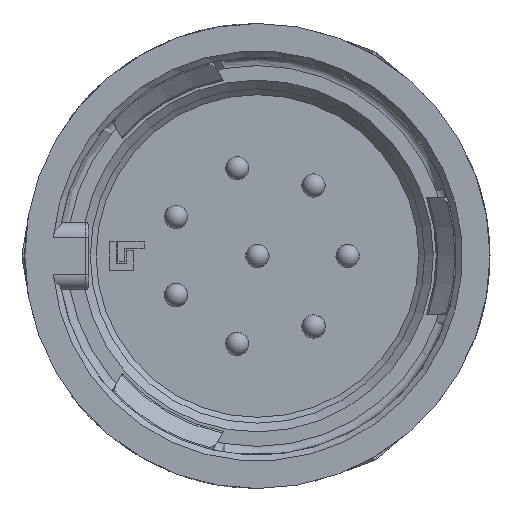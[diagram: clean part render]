
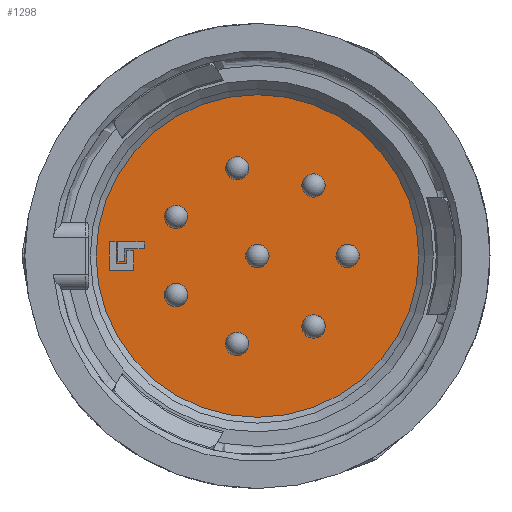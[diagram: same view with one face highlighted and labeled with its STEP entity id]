
A CAD part, left-side view. The second image highlights one B-rep face of the part: STEP entity #1298.
In plain terms, the highlighted planar face has unit normal (-1, 0, 0).
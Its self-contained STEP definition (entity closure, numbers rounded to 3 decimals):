
#161=PLANE('',#4647);
#557=LINE('',#9094,#773);
#558=LINE('',#9097,#774);
#559=LINE('',#9099,#775);
#560=LINE('',#9101,#776);
#561=LINE('',#9103,#777);
#562=LINE('',#9105,#778);
#563=LINE('',#9106,#779);
#564=LINE('',#9109,#780);
#565=LINE('',#9111,#781);
#566=LINE('',#9113,#782);
#567=LINE('',#9115,#783);
#568=LINE('',#9117,#784);
#569=LINE('',#9119,#785);
#570=LINE('',#9121,#786);
#773=VECTOR('',#5347,1.);
#774=VECTOR('',#5348,1.);
#775=VECTOR('',#5349,1.);
#776=VECTOR('',#5350,1.);
#777=VECTOR('',#5351,1.);
#778=VECTOR('',#5352,1.);
#779=VECTOR('',#5353,1.);
#780=VECTOR('',#5354,1.);
#781=VECTOR('',#5355,1.);
#782=VECTOR('',#5356,1.);
#783=VECTOR('',#5357,1.);
#784=VECTOR('',#5358,1.);
#785=VECTOR('',#5359,1.);
#786=VECTOR('',#5360,1.);
#1298=ADVANCED_FACE('',(#1612,#1613,#1614,#1615,#1616,#1617,#1618,#1619,
#1620,#1621,#1622),#161,.F.);
#1612=FACE_BOUND('',#1784,.T.);
#1613=FACE_BOUND('',#1785,.T.);
#1614=FACE_BOUND('',#1786,.T.);
#1615=FACE_BOUND('',#1787,.T.);
#1616=FACE_BOUND('',#1788,.T.);
#1617=FACE_BOUND('',#1789,.T.);
#1618=FACE_BOUND('',#1790,.T.);
#1619=FACE_BOUND('',#1791,.T.);
#1620=FACE_BOUND('',#1792,.T.);
#1621=FACE_BOUND('',#1793,.T.);
#1622=FACE_BOUND('',#1794,.T.);
#1784=EDGE_LOOP('',(#2549));
#1785=EDGE_LOOP('',(#2550));
#1786=EDGE_LOOP('',(#2551));
#1787=EDGE_LOOP('',(#2552));
#1788=EDGE_LOOP('',(#2553));
#1789=EDGE_LOOP('',(#2554));
#1790=EDGE_LOOP('',(#2555));
#1791=EDGE_LOOP('',(#2556));
#1792=EDGE_LOOP('',(#2557,#2558,#2559,#2560,#2561,#2562));
#1793=EDGE_LOOP('',(#2563,#2564,#2565,#2566,#2567,#2568,#2569,#2570));
#1794=EDGE_LOOP('',(#2571));
#2549=ORIENTED_EDGE('',*,*,#4018,.T.);
#2550=ORIENTED_EDGE('',*,*,#4019,.T.);
#2551=ORIENTED_EDGE('',*,*,#4020,.T.);
#2552=ORIENTED_EDGE('',*,*,#4021,.T.);
#2553=ORIENTED_EDGE('',*,*,#4022,.T.);
#2554=ORIENTED_EDGE('',*,*,#4023,.T.);
#2555=ORIENTED_EDGE('',*,*,#4024,.T.);
#2556=ORIENTED_EDGE('',*,*,#4025,.T.);
#2557=ORIENTED_EDGE('',*,*,#4026,.T.);
#2558=ORIENTED_EDGE('',*,*,#4027,.T.);
#2559=ORIENTED_EDGE('',*,*,#4028,.T.);
#2560=ORIENTED_EDGE('',*,*,#4029,.T.);
#2561=ORIENTED_EDGE('',*,*,#4030,.T.);
#2562=ORIENTED_EDGE('',*,*,#4031,.T.);
#2563=ORIENTED_EDGE('',*,*,#4032,.T.);
#2564=ORIENTED_EDGE('',*,*,#4033,.T.);
#2565=ORIENTED_EDGE('',*,*,#4034,.T.);
#2566=ORIENTED_EDGE('',*,*,#4035,.T.);
#2567=ORIENTED_EDGE('',*,*,#4036,.T.);
#2568=ORIENTED_EDGE('',*,*,#4037,.T.);
#2569=ORIENTED_EDGE('',*,*,#4038,.T.);
#2570=ORIENTED_EDGE('',*,*,#4039,.T.);
#2571=ORIENTED_EDGE('',*,*,#4040,.T.);
#3528=VERTEX_POINT('',#9079);
#3529=VERTEX_POINT('',#9081);
#3530=VERTEX_POINT('',#9083);
#3531=VERTEX_POINT('',#9085);
#3532=VERTEX_POINT('',#9087);
#3533=VERTEX_POINT('',#9089);
#3534=VERTEX_POINT('',#9091);
#3535=VERTEX_POINT('',#9093);
#3536=VERTEX_POINT('',#9095);
#3537=VERTEX_POINT('',#9096);
#3538=VERTEX_POINT('',#9098);
#3539=VERTEX_POINT('',#9100);
#3540=VERTEX_POINT('',#9102);
#3541=VERTEX_POINT('',#9104);
#3542=VERTEX_POINT('',#9107);
#3543=VERTEX_POINT('',#9108);
#3544=VERTEX_POINT('',#9110);
#3545=VERTEX_POINT('',#9112);
#3546=VERTEX_POINT('',#9114);
#3547=VERTEX_POINT('',#9116);
#3548=VERTEX_POINT('',#9118);
#3549=VERTEX_POINT('',#9120);
#3550=VERTEX_POINT('',#9123);
#4018=EDGE_CURVE('',#3528,#3528,#4362,.T.);
#4019=EDGE_CURVE('',#3529,#3529,#4363,.T.);
#4020=EDGE_CURVE('',#3530,#3530,#4364,.T.);
#4021=EDGE_CURVE('',#3531,#3531,#4365,.T.);
#4022=EDGE_CURVE('',#3532,#3532,#4366,.T.);
#4023=EDGE_CURVE('',#3533,#3533,#4367,.T.);
#4024=EDGE_CURVE('',#3534,#3534,#4368,.T.);
#4025=EDGE_CURVE('',#3535,#3535,#4369,.T.);
#4026=EDGE_CURVE('',#3536,#3537,#557,.T.);
#4027=EDGE_CURVE('',#3537,#3538,#558,.T.);
#4028=EDGE_CURVE('',#3538,#3539,#559,.T.);
#4029=EDGE_CURVE('',#3539,#3540,#560,.T.);
#4030=EDGE_CURVE('',#3540,#3541,#561,.T.);
#4031=EDGE_CURVE('',#3541,#3536,#562,.T.);
#4032=EDGE_CURVE('',#3542,#3543,#563,.T.);
#4033=EDGE_CURVE('',#3543,#3544,#564,.T.);
#4034=EDGE_CURVE('',#3544,#3545,#565,.T.);
#4035=EDGE_CURVE('',#3545,#3546,#566,.T.);
#4036=EDGE_CURVE('',#3546,#3547,#567,.T.);
#4037=EDGE_CURVE('',#3547,#3548,#568,.T.);
#4038=EDGE_CURVE('',#3548,#3549,#569,.T.);
#4039=EDGE_CURVE('',#3549,#3542,#570,.T.);
#4040=EDGE_CURVE('',#3550,#3550,#4370,.T.);
#4362=CIRCLE('',#4638,0.4);
#4363=CIRCLE('',#4639,0.4);
#4364=CIRCLE('',#4640,0.4);
#4365=CIRCLE('',#4641,0.4);
#4366=CIRCLE('',#4642,0.4);
#4367=CIRCLE('',#4643,0.4);
#4368=CIRCLE('',#4644,0.4);
#4369=CIRCLE('',#4645,0.4);
#4370=CIRCLE('',#4646,5.55);
#4638=AXIS2_PLACEMENT_3D('',#9078,#5331,#5332);
#4639=AXIS2_PLACEMENT_3D('',#9080,#5333,#5334);
#4640=AXIS2_PLACEMENT_3D('',#9082,#5335,#5336);
#4641=AXIS2_PLACEMENT_3D('',#9084,#5337,#5338);
#4642=AXIS2_PLACEMENT_3D('',#9086,#5339,#5340);
#4643=AXIS2_PLACEMENT_3D('',#9088,#5341,#5342);
#4644=AXIS2_PLACEMENT_3D('',#9090,#5343,#5344);
#4645=AXIS2_PLACEMENT_3D('',#9092,#5345,#5346);
#4646=AXIS2_PLACEMENT_3D('',#9122,#5361,#5362);
#4647=AXIS2_PLACEMENT_3D('',#9124,#5363,#5364);
#5331=DIRECTION('',(1.,0.,0.));
#5332=DIRECTION('',(0.,0.,-1.));
#5333=DIRECTION('',(1.,0.,0.));
#5334=DIRECTION('',(0.,0.,-1.));
#5335=DIRECTION('',(1.,0.,0.));
#5336=DIRECTION('',(0.,0.,-1.));
#5337=DIRECTION('',(1.,0.,0.));
#5338=DIRECTION('',(0.,0.,-1.));
#5339=DIRECTION('',(1.,0.,0.));
#5340=DIRECTION('',(0.,0.,-1.));
#5341=DIRECTION('',(1.,0.,0.));
#5342=DIRECTION('',(0.,0.,-1.));
#5343=DIRECTION('',(1.,0.,0.));
#5344=DIRECTION('',(0.,0.,-1.));
#5345=DIRECTION('',(1.,0.,0.));
#5346=DIRECTION('',(0.,0.,-1.));
#5347=DIRECTION('',(0.,0.,1.));
#5348=DIRECTION('',(0.,-1.,0.));
#5349=DIRECTION('',(0.,0.,-1.));
#5350=DIRECTION('',(0.,1.,0.));
#5351=DIRECTION('',(0.,0.,-1.));
#5352=DIRECTION('',(0.,1.,0.));
#5353=DIRECTION('',(0.,1.,0.));
#5354=DIRECTION('',(0.,0.,1.));
#5355=DIRECTION('',(0.,-1.,0.));
#5356=DIRECTION('',(0.,0.,-1.));
#5357=DIRECTION('',(0.,-1.,0.));
#5358=DIRECTION('',(0.,0.,1.));
#5359=DIRECTION('',(0.,-1.,0.));
#5360=DIRECTION('',(0.,0.,-1.));
#5361=DIRECTION('',(-1.,0.,0.));
#5362=DIRECTION('',(0.,0.,-1.));
#5363=DIRECTION('',(1.,0.,0.));
#5364=DIRECTION('',(0.,0.,-1.));
#9078=CARTESIAN_POINT('',(10.4,2.8,-1.345));
#9079=CARTESIAN_POINT('',(10.4,2.8,-1.745));
#9080=CARTESIAN_POINT('',(10.4,0.,0.));
#9081=CARTESIAN_POINT('',(10.4,0.,-0.4));
#9082=CARTESIAN_POINT('',(10.4,-1.93,2.425));
#9083=CARTESIAN_POINT('',(10.4,-1.93,2.025));
#9084=CARTESIAN_POINT('',(10.4,-1.93,-2.425));
#9085=CARTESIAN_POINT('',(10.4,-1.93,-2.825));
#9086=CARTESIAN_POINT('',(10.4,2.8,1.345));
#9087=CARTESIAN_POINT('',(10.4,2.8,0.945));
#9088=CARTESIAN_POINT('',(10.4,0.7,3.02));
#9089=CARTESIAN_POINT('',(10.4,0.7,2.62));
#9090=CARTESIAN_POINT('',(10.4,-3.1,0.));
#9091=CARTESIAN_POINT('',(10.4,-3.1,-0.4));
#9092=CARTESIAN_POINT('',(10.4,0.7,-3.02));
#9093=CARTESIAN_POINT('',(10.4,0.7,-3.42));
#9094=CARTESIAN_POINT('',(10.4,4.8,-0.19));
#9095=CARTESIAN_POINT('',(10.4,4.8,-0.19));
#9096=CARTESIAN_POINT('',(10.4,4.8,0.49));
#9097=CARTESIAN_POINT('',(10.4,4.8,0.49));
#9098=CARTESIAN_POINT('',(10.4,3.9,0.49));
#9099=CARTESIAN_POINT('',(10.4,3.9,0.49));
#9100=CARTESIAN_POINT('',(10.4,3.9,0.25));
#9101=CARTESIAN_POINT('',(10.4,3.9,0.25));
#9102=CARTESIAN_POINT('',(10.4,4.56,0.25));
#9103=CARTESIAN_POINT('',(10.4,4.56,0.25));
#9104=CARTESIAN_POINT('',(10.4,4.56,-0.19));
#9105=CARTESIAN_POINT('',(10.4,4.56,-0.19));
#9106=CARTESIAN_POINT('',(10.4,4.26,-0.49));
#9107=CARTESIAN_POINT('',(10.4,4.26,-0.49));
#9108=CARTESIAN_POINT('',(10.4,5.1,-0.49));
#9109=CARTESIAN_POINT('',(10.4,5.1,-0.49));
#9110=CARTESIAN_POINT('',(10.4,5.1,0.49));
#9111=CARTESIAN_POINT('',(10.4,5.1,0.49));
#9112=CARTESIAN_POINT('',(10.4,4.86,0.49));
#9113=CARTESIAN_POINT('',(10.4,4.86,0.49));
#9114=CARTESIAN_POINT('',(10.4,4.86,-0.25));
#9115=CARTESIAN_POINT('',(10.4,4.86,-0.25));
#9116=CARTESIAN_POINT('',(10.4,4.5,-0.25));
#9117=CARTESIAN_POINT('',(10.4,4.5,-0.25));
#9118=CARTESIAN_POINT('',(10.4,4.5,0.19));
#9119=CARTESIAN_POINT('',(10.4,4.5,0.19));
#9120=CARTESIAN_POINT('',(10.4,4.26,0.19));
#9121=CARTESIAN_POINT('',(10.4,4.26,0.19));
#9122=CARTESIAN_POINT('',(10.4,0.,0.));
#9123=CARTESIAN_POINT('',(10.4,0.,-5.55));
#9124=CARTESIAN_POINT('',(10.4,0.,0.));
